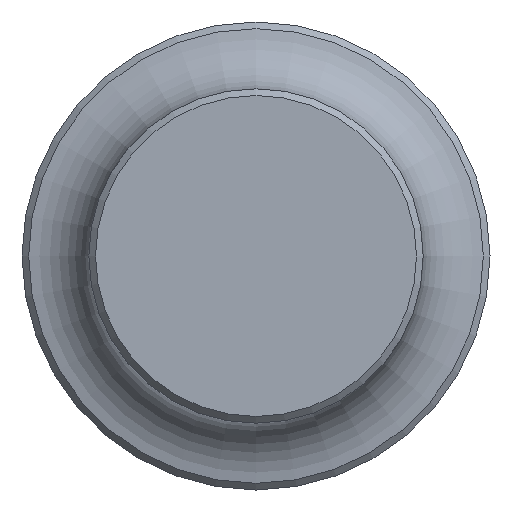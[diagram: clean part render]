
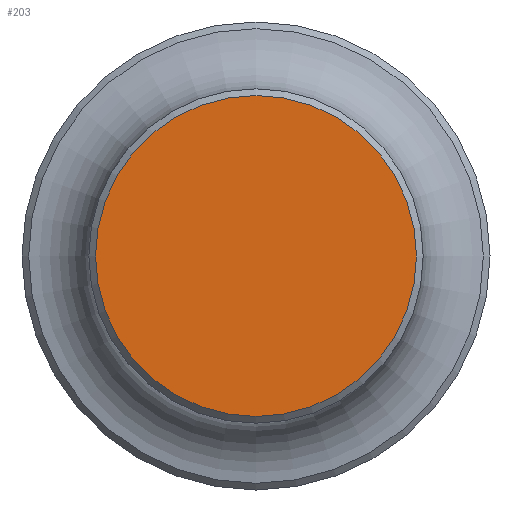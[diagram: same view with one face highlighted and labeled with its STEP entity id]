
A CAD part, left-side view. The second image highlights one B-rep face of the part: STEP entity #203.
In plain terms, the highlighted planar face has unit normal (-1, 0, 0).
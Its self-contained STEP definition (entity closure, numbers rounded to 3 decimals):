
#16=PLANE('',#242);
#40=FACE_OUTER_BOUND('',#52,.T.);
#52=EDGE_LOOP('',(#152));
#68=CIRCLE('',#241,12.);
#91=VERTEX_POINT('',#364);
#114=EDGE_CURVE('',#91,#91,#68,.T.);
#152=ORIENTED_EDGE('',*,*,#114,.F.);
#203=ADVANCED_FACE('',(#40),#16,.T.);
#241=AXIS2_PLACEMENT_3D('',#365,#289,#290);
#242=AXIS2_PLACEMENT_3D('',#367,#292,#293);
#289=DIRECTION('center_axis',(1.,0.,0.));
#290=DIRECTION('ref_axis',(0.,-1.,0.));
#292=DIRECTION('center_axis',(-1.,0.,0.));
#293=DIRECTION('ref_axis',(0.,0.,1.));
#364=CARTESIAN_POINT('',(0.,12.,0.));
#365=CARTESIAN_POINT('Origin',(0.,0.,0.));
#367=CARTESIAN_POINT('Origin',(0.,0.,0.));
